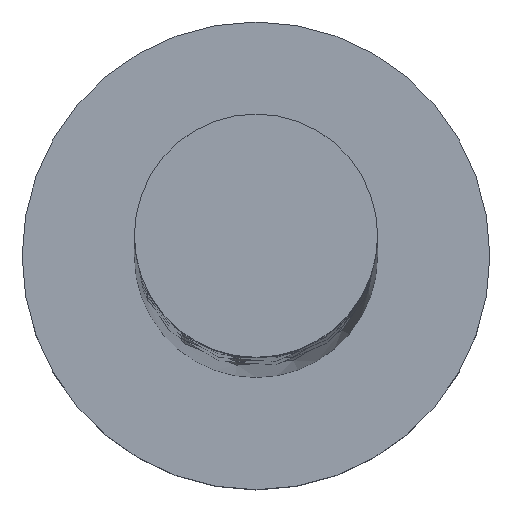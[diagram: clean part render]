
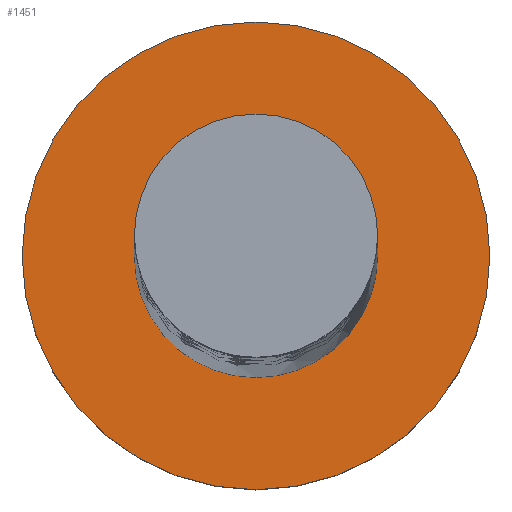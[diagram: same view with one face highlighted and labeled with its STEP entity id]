
A CAD part, top view. The second image highlights one B-rep face of the part: STEP entity #1451.
In plain terms, the highlighted planar face has unit normal (0, 0, 1).
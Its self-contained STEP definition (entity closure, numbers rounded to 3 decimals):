
#25 = FACE_OUTER_BOUND ( 'NONE', #1189, .T. ) ;
#29 = CARTESIAN_POINT ( 'NONE',  ( 0., 0., 3. ) ) ;
#42 = AXIS2_PLACEMENT_3D ( 'NONE', #153, #1712, #1296 ) ;
#43 = DIRECTION ( 'NONE',  ( 1., 0., 0. ) ) ;
#145 = EDGE_CURVE ( 'NONE', #1288, #1228, #841, .T. ) ;
#153 = CARTESIAN_POINT ( 'NONE',  ( 0., 0., 3. ) ) ;
#213 = CARTESIAN_POINT ( 'NONE',  ( 0., 0., 3. ) ) ;
#234 = CARTESIAN_POINT ( 'NONE',  ( 0., 0., 3. ) ) ;
#278 = DIRECTION ( 'NONE',  ( 1., 0., 0. ) ) ;
#396 = ORIENTED_EDGE ( 'NONE', *, *, #145, .F. ) ;
#415 = ORIENTED_EDGE ( 'NONE', *, *, #471, .T. ) ;
#429 = AXIS2_PLACEMENT_3D ( 'NONE', #213, #1020, #43 ) ;
#471 = EDGE_CURVE ( 'NONE', #996, #1814, #793, .T. ) ;
#567 = CARTESIAN_POINT ( 'NONE',  ( 0., 0., 3. ) ) ;
#695 = ORIENTED_EDGE ( 'NONE', *, *, #1347, .T. ) ;
#779 = CARTESIAN_POINT ( 'NONE',  ( 5., 0., 3. ) ) ;
#793 = CIRCLE ( 'NONE', #1818, 5. ) ;
#841 = CIRCLE ( 'NONE', #1285, 2.6 ) ;
#865 = PLANE ( 'NONE',  #42 ) ;
#912 = DIRECTION ( 'NONE',  ( 1., 0., 0. ) ) ;
#996 = VERTEX_POINT ( 'NONE', #779 ) ;
#1020 = DIRECTION ( 'NONE',  ( 0., 0., 1. ) ) ;
#1051 = CIRCLE ( 'NONE', #429, 2.6 ) ;
#1149 = CARTESIAN_POINT ( 'NONE',  ( 2.6, 0., 3. ) ) ;
#1189 = EDGE_LOOP ( 'NONE', ( #695, #415 ) ) ;
#1228 = VERTEX_POINT ( 'NONE', #1551 ) ;
#1285 = AXIS2_PLACEMENT_3D ( 'NONE', #234, #1375, #1366 ) ;
#1288 = VERTEX_POINT ( 'NONE', #1149 ) ;
#1296 = DIRECTION ( 'NONE',  ( 1., 0., 0. ) ) ;
#1347 = EDGE_CURVE ( 'NONE', #1814, #996, #1785, .T. ) ;
#1366 = DIRECTION ( 'NONE',  ( 1., 0., 0. ) ) ;
#1375 = DIRECTION ( 'NONE',  ( 0., 0., 1. ) ) ;
#1451 = ADVANCED_FACE ( 'NONE', ( #1702, #25 ), #865, .T. ) ;
#1509 = AXIS2_PLACEMENT_3D ( 'NONE', #567, #1827, #278 ) ;
#1523 = ORIENTED_EDGE ( 'NONE', *, *, #1630, .F. ) ;
#1542 = EDGE_LOOP ( 'NONE', ( #1523, #396 ) ) ;
#1551 = CARTESIAN_POINT ( 'NONE',  ( -2.6, 0., 3. ) ) ;
#1600 = DIRECTION ( 'NONE',  ( 0., 0., 1. ) ) ;
#1630 = EDGE_CURVE ( 'NONE', #1228, #1288, #1051, .T. ) ;
#1702 = FACE_BOUND ( 'NONE', #1542, .T. ) ;
#1712 = DIRECTION ( 'NONE',  ( 0., 0., 1. ) ) ;
#1772 = CARTESIAN_POINT ( 'NONE',  ( -5., 0., 3. ) ) ;
#1785 = CIRCLE ( 'NONE', #1509, 5. ) ;
#1814 = VERTEX_POINT ( 'NONE', #1772 ) ;
#1818 = AXIS2_PLACEMENT_3D ( 'NONE', #29, #1600, #912 ) ;
#1827 = DIRECTION ( 'NONE',  ( 0., 0., 1. ) ) ;
